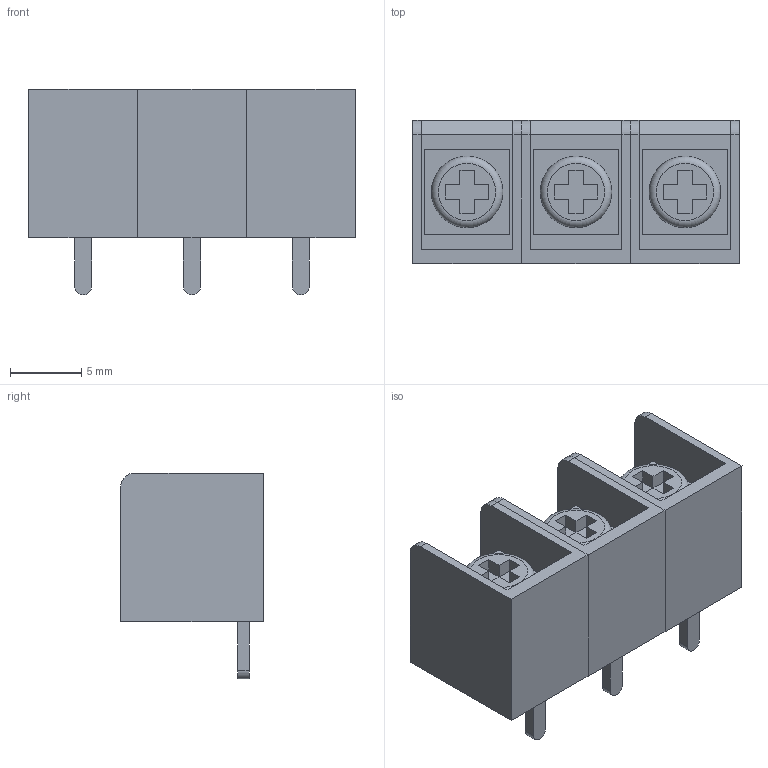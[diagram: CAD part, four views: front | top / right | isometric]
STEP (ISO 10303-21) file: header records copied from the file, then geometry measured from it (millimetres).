
FILE_DESCRIPTION(('STEP AP214'),'1');
FILE_NAME('BR-76231M-03.stp','2020-01-10T22:55:58',(' '),(' '),'Spatial InterOp 3D',' ',' ');
FILE_SCHEMA(('AUTOMOTIVE_DESIGN { 1 0 10303 214 1 1 1 1 }'));
Length unit declared in the file: millimetre
Products named in the file (2): Part1
Assembly tree (3 placements, depth 2):
  (unnamed)
    Part1  x3
Bounding box: 22.86 x 10 x 14.4 mm (x, y, z)
Volume: 1798.4 mm3; surface area: 1996.2 mm2
Topology: 3 solids, 3 shells, 117 faces, 294 edges, 195 vertices
Faces by surface type: plane 102, cylinder 12, torus 3
Full cylindrical faces by diameter (mm): 5 x3
Entity records: 1514 total; most frequent: CARTESIAN_POINT 204, ORIENTED_EDGE 192, DIRECTION 191, EDGE_CURVE 96, LINE 87, VECTOR 87, VERTEX_POINT 65, AXIS2_PLACEMENT_3D 52
